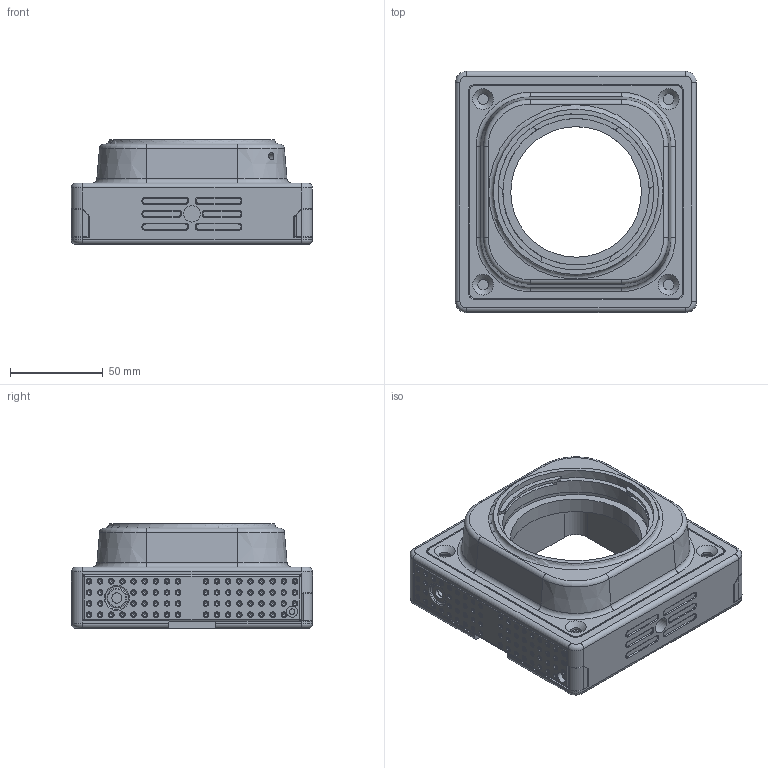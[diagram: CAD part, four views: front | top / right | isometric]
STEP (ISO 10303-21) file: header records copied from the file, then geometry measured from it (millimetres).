
FILE_DESCRIPTION(/* description */ (''),/* implementation_level */ '2;1');
FILE_NAME(/* name */ 'Argent eye_new.step',/* time_stamp */ '2020-03-23T16:07:06+01:00',/* author */ (''),/* organization */ (''),/* preprocessor_version */ 'ST-DEVELOPER v18',/* originating_system */ 'Autodesk Translation Framework v8.12.0.6',/* authorisation */ '');
FILE_SCHEMA (('AUTOMOTIVE_DESIGN { 1 0 10303 214 3 1 1 }'));
Length unit declared in the file: millimetre
Products named in the file (9): Argent eye; Flange; LockingTab_right; LockingTab_left; Panel_left; Panel_right; Body; cone_m3; flange_retainer
Assembly tree (8 placements, depth 2):
  Argent eye
    Flange
    LockingTab_right
    LockingTab_left
    Panel_left
    Panel_right
    Body
    cone_m3
    flange_retainer
Bounding box: 130.1 x 130 x 56.5 mm (x, y, z)
Volume: 357890.9 mm3; surface area: 131923.9 mm2
Topology: 8 solids, 8 shells, 1474 faces, 3912 edges, 2503 vertices
Faces by surface type: cylinder 603, plane 344, sphere 247, torus 227, bspline 45, cone 8
Full cylindrical faces by diameter (mm): 2 x134, 3 x3, 3.1 x1, 3.4 x1, 3.6 x5, 3.783 x14, 4 x6, 4.613 x10, 5.5 x2, 5.8 x4, 6 x2, 6.4 x1, 6.5 x5, 7 x3, 8.9 x1, 12.5 x2, 70.398 x1, 79 x2, 84.2 x1, 88 x1, 88.2 x2
Entity records: 49571 total; most frequent: CARTESIAN_POINT 11696, DIRECTION 8650, ORIENTED_EDGE 7522, EDGE_CURVE 3761, AXIS2_PLACEMENT_3D 3596, VERTEX_POINT 2499, CIRCLE 2132, EDGE_LOOP 1706
